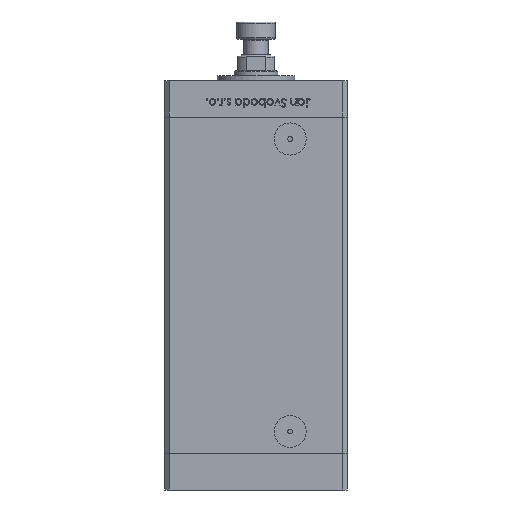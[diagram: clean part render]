
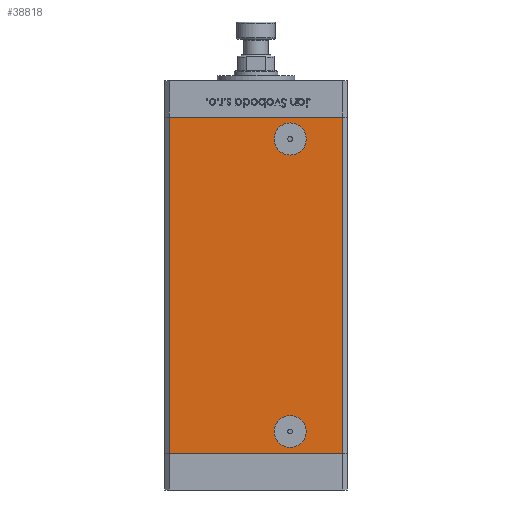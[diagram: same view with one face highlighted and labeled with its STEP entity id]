
A CAD part, front view. The second image highlights one B-rep face of the part: STEP entity #38818.
In plain terms, the highlighted planar face has unit normal (0, -1, 0).
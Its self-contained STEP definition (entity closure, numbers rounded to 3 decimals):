
#407 = CARTESIAN_POINT ( 'NONE',  ( -35.5, -32.5, 138. ) ) ;
#495 = VERTEX_POINT ( 'NONE', #29194 ) ;
#652 = ORIENTED_EDGE ( 'NONE', *, *, #818, .F. ) ;
#818 = EDGE_CURVE ( 'NONE', #44646, #17870, #44342, .T. ) ;
#914 = EDGE_LOOP ( 'NONE', ( #3797, #11629, #43578, #44990 ) ) ;
#1198 = FACE_BOUND ( 'NONE', #51780, .T. ) ;
#1381 = ORIENTED_EDGE ( 'NONE', *, *, #25743, .T. ) ;
#1459 = DIRECTION ( 'NONE',  ( 0., 1., 0. ) ) ;
#3332 = CARTESIAN_POINT ( 'NONE',  ( 14., -32.5, 129. ) ) ;
#3797 = ORIENTED_EDGE ( 'NONE', *, *, #15206, .T. ) ;
#4324 = CIRCLE ( 'NONE', #43488, 6.58 ) ;
#5516 = LINE ( 'NONE', #49780, #43775 ) ;
#5680 = CARTESIAN_POINT ( 'NONE',  ( 14., -32.5, 9. ) ) ;
#5845 = DIRECTION ( 'NONE',  ( 0., 0., -1. ) ) ;
#6108 = CARTESIAN_POINT ( 'NONE',  ( -35.5, -32.5, 138. ) ) ;
#6380 = LINE ( 'NONE', #6108, #32064 ) ;
#7942 = CARTESIAN_POINT ( 'NONE',  ( -35.5, -32.5, 0. ) ) ;
#7949 = DIRECTION ( 'NONE',  ( 1., 0., 0. ) ) ;
#8023 = CIRCLE ( 'NONE', #47197, 6.58 ) ;
#9837 = DIRECTION ( 'NONE',  ( 0., 0., -1. ) ) ;
#11386 = VECTOR ( 'NONE', #7949, 1000. ) ;
#11629 = ORIENTED_EDGE ( 'NONE', *, *, #18253, .F. ) ;
#15206 = EDGE_CURVE ( 'NONE', #44436, #36962, #39683, .T. ) ;
#15939 = CARTESIAN_POINT ( 'NONE',  ( -35.5, -32.5, 0. ) ) ;
#17517 = EDGE_CURVE ( 'NONE', #17904, #33056, #5516, .T. ) ;
#17808 = VERTEX_POINT ( 'NONE', #28385 ) ;
#17830 = CARTESIAN_POINT ( 'NONE',  ( 35.5, -32.5, 138. ) ) ;
#17870 = VERTEX_POINT ( 'NONE', #24647 ) ;
#17904 = VERTEX_POINT ( 'NONE', #407 ) ;
#18253 = EDGE_CURVE ( 'NONE', #33056, #36962, #50365, .T. ) ;
#18505 = DIRECTION ( 'NONE',  ( 0., 0., 1. ) ) ;
#19183 = AXIS2_PLACEMENT_3D ( 'NONE', #3332, #35310, #35823 ) ;
#21783 = CARTESIAN_POINT ( 'NONE',  ( 14., -32.5, 9. ) ) ;
#24647 = CARTESIAN_POINT ( 'NONE',  ( 14., -32.5, 2.42 ) ) ;
#24709 = DIRECTION ( 'NONE',  ( 1., 0., 0. ) ) ;
#25261 = DIRECTION ( 'NONE',  ( 0., 0., -1. ) ) ;
#25566 = DIRECTION ( 'NONE',  ( 0., 0., -1. ) ) ;
#25743 = EDGE_CURVE ( 'NONE', #495, #17808, #43012, .T. ) ;
#25971 = FACE_BOUND ( 'NONE', #28745, .T. ) ;
#28149 = CARTESIAN_POINT ( 'NONE',  ( 35.5, -32.5, 138. ) ) ;
#28385 = CARTESIAN_POINT ( 'NONE',  ( 14., -32.5, 135.58 ) ) ;
#28745 = EDGE_LOOP ( 'NONE', ( #44774, #652 ) ) ;
#29194 = CARTESIAN_POINT ( 'NONE',  ( 14., -32.5, 122.42 ) ) ;
#30347 = EDGE_CURVE ( 'NONE', #17904, #44436, #6380, .T. ) ;
#32064 = VECTOR ( 'NONE', #9837, 1000. ) ;
#33056 = VERTEX_POINT ( 'NONE', #28149 ) ;
#34088 = AXIS2_PLACEMENT_3D ( 'NONE', #5680, #38453, #41931 ) ;
#34760 = FACE_OUTER_BOUND ( 'NONE', #914, .T. ) ;
#35310 = DIRECTION ( 'NONE',  ( 0., 1., 0. ) ) ;
#35823 = DIRECTION ( 'NONE',  ( 0., 0., -1. ) ) ;
#36268 = ORIENTED_EDGE ( 'NONE', *, *, #52423, .T. ) ;
#36962 = VERTEX_POINT ( 'NONE', #51856 ) ;
#38453 = DIRECTION ( 'NONE',  ( 0., -1., 0. ) ) ;
#38818 = ADVANCED_FACE ( 'NONE', ( #25971, #34760, #1198 ), #41969, .F. ) ;
#39683 = LINE ( 'NONE', #15939, #11386 ) ;
#41576 = AXIS2_PLACEMENT_3D ( 'NONE', #42498, #1459, #18505 ) ;
#41931 = DIRECTION ( 'NONE',  ( 0., 0., -1. ) ) ;
#41969 = PLANE ( 'NONE',  #41576 ) ;
#42309 = DIRECTION ( 'NONE',  ( 0., -1., 0. ) ) ;
#42362 = DIRECTION ( 'NONE',  ( 0., 1., 0. ) ) ;
#42498 = CARTESIAN_POINT ( 'NONE',  ( -35.5, -32.5, 138. ) ) ;
#43012 = CIRCLE ( 'NONE', #19183, 6.58 ) ;
#43130 = EDGE_CURVE ( 'NONE', #17870, #44646, #4324, .T. ) ;
#43488 = AXIS2_PLACEMENT_3D ( 'NONE', #21783, #42309, #25261 ) ;
#43578 = ORIENTED_EDGE ( 'NONE', *, *, #17517, .F. ) ;
#43775 = VECTOR ( 'NONE', #24709, 1000. ) ;
#44342 = CIRCLE ( 'NONE', #34088, 6.58 ) ;
#44436 = VERTEX_POINT ( 'NONE', #7942 ) ;
#44646 = VERTEX_POINT ( 'NONE', #44667 ) ;
#44667 = CARTESIAN_POINT ( 'NONE',  ( 14., -32.5, 15.58 ) ) ;
#44774 = ORIENTED_EDGE ( 'NONE', *, *, #43130, .F. ) ;
#44990 = ORIENTED_EDGE ( 'NONE', *, *, #30347, .T. ) ;
#46373 = CARTESIAN_POINT ( 'NONE',  ( 14., -32.5, 129. ) ) ;
#47197 = AXIS2_PLACEMENT_3D ( 'NONE', #46373, #42362, #5845 ) ;
#49780 = CARTESIAN_POINT ( 'NONE',  ( -35.5, -32.5, 138. ) ) ;
#50365 = LINE ( 'NONE', #17830, #52299 ) ;
#51780 = EDGE_LOOP ( 'NONE', ( #1381, #36268 ) ) ;
#51856 = CARTESIAN_POINT ( 'NONE',  ( 35.5, -32.5, 0. ) ) ;
#52299 = VECTOR ( 'NONE', #25566, 1000. ) ;
#52423 = EDGE_CURVE ( 'NONE', #17808, #495, #8023, .T. ) ;
